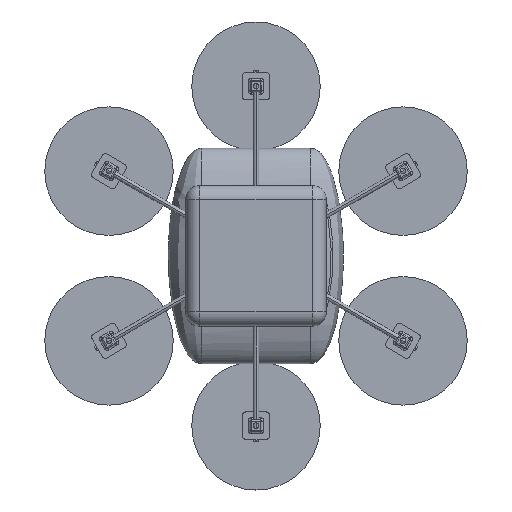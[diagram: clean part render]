
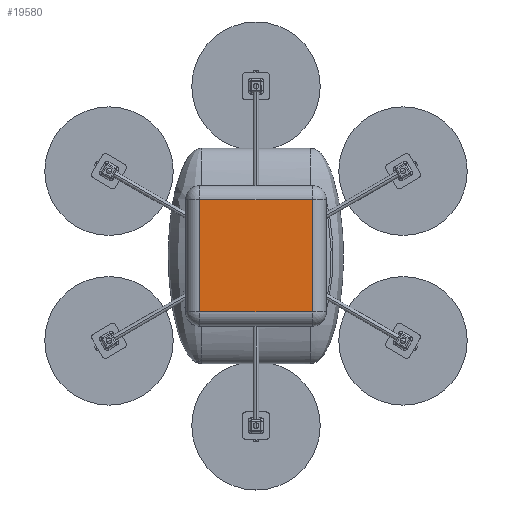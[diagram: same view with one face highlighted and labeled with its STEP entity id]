
A CAD part, top view. The second image highlights one B-rep face of the part: STEP entity #19580.
In plain terms, the highlighted face is planar.
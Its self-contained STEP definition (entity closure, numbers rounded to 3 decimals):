
#19165=DIRECTION('',(1.,0.,0.));
#19166=VECTOR('',#19165,200.);
#19167=CARTESIAN_POINT('',(-100.,100.,0.));
#19168=LINE('',#19167,#19166);
#19169=DIRECTION('',(0.,1.,0.));
#19170=VECTOR('',#19169,200.);
#19171=CARTESIAN_POINT('',(-100.,-100.,0.));
#19172=LINE('',#19171,#19170);
#19173=DIRECTION('',(-1.,0.,0.));
#19174=VECTOR('',#19173,200.);
#19175=CARTESIAN_POINT('',(100.,-100.,0.));
#19176=LINE('',#19175,#19174);
#19177=DIRECTION('',(0.,-1.,0.));
#19178=VECTOR('',#19177,200.);
#19179=CARTESIAN_POINT('',(100.,100.,0.));
#19180=LINE('',#19179,#19178);
#19430=CARTESIAN_POINT('',(-100.,100.,0.));
#19431=CARTESIAN_POINT('',(100.,100.,0.));
#19432=VERTEX_POINT('',#19430);
#19433=VERTEX_POINT('',#19431);
#19434=CARTESIAN_POINT('',(100.,-100.,0.));
#19435=VERTEX_POINT('',#19434);
#19462=CARTESIAN_POINT('',(-100.,-100.,0.));
#19463=VERTEX_POINT('',#19462);
#19567=CARTESIAN_POINT('',(0.,0.,0.));
#19568=DIRECTION('',(0.,0.,1.));
#19569=DIRECTION('',(0.,-1.,0.));
#19570=AXIS2_PLACEMENT_3D('',#19567,#19568,#19569);
#19571=PLANE('',#19570);
#19572=ORIENTED_EDGE('',*,*,#19503,.F.);
#19574=ORIENTED_EDGE('',*,*,#19573,.F.);
#19576=ORIENTED_EDGE('',*,*,#19575,.F.);
#19577=ORIENTED_EDGE('',*,*,#19557,.F.);
#19578=EDGE_LOOP('',(#19572,#19574,#19576,#19577));
#19579=FACE_OUTER_BOUND('',#19578,.F.);
#19580=ADVANCED_FACE('',(#19579),#19571,.F.);
#19503=EDGE_CURVE('',#19432,#19433,#19168,.T.);
#19557=EDGE_CURVE('',#19433,#19435,#19180,.T.);
#19573=EDGE_CURVE('',#19463,#19432,#19172,.T.);
#19575=EDGE_CURVE('',#19435,#19463,#19176,.T.);
